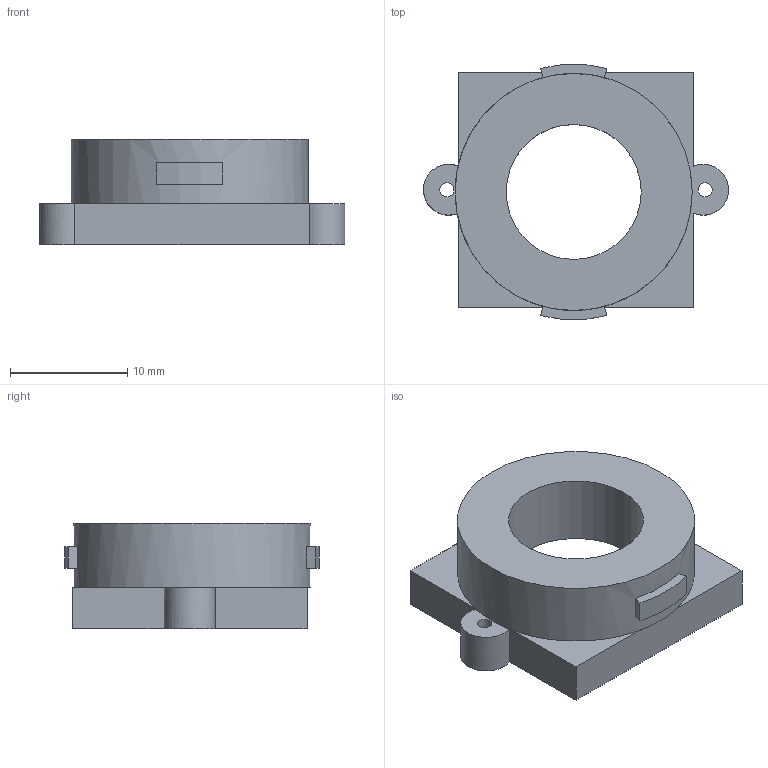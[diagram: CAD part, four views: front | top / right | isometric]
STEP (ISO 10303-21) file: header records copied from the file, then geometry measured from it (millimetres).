
FILE_DESCRIPTION(/* description */ (''),/* implementation_level */ '2;1');
FILE_NAME(/* name */ '20mm camera base 0.2.step',/* time_stamp */ '2025-07-18T17:35:03+01:00',/* author */ (''),/* organization */ (''),/* preprocessor_version */ 'ST-DEVELOPER v20.1',/* originating_system */ 'Autodesk Translation Framework v14.10.0.0',/* authorisation */ '');
FILE_SCHEMA (('AUTOMOTIVE_DESIGN { 1 0 10303 214 3 1 1 }'));
Length unit declared in the file: millimetre
Products named in the file (1): 20mm camera base 孔洞偏移
Bounding box: 25.99 x 21.72 x 9 mm (x, y, z)
Volume: 1651.9 mm3; surface area: 1779.2 mm2
Topology: 1 solids, 1 shells, 37 faces, 87 edges, 56 vertices
Faces by surface type: plane 28, cylinder 9
Full cylindrical faces by diameter (mm): 0.6 x1, 1.2 x2, 11.5 x1, 20.2 x1
Entity records: 1108 total; most frequent: DIRECTION 193, CARTESIAN_POINT 181, ORIENTED_EDGE 174, EDGE_CURVE 87, AXIS2_PLACEMENT_3D 68, LINE 57, VECTOR 57, VERTEX_POINT 56
